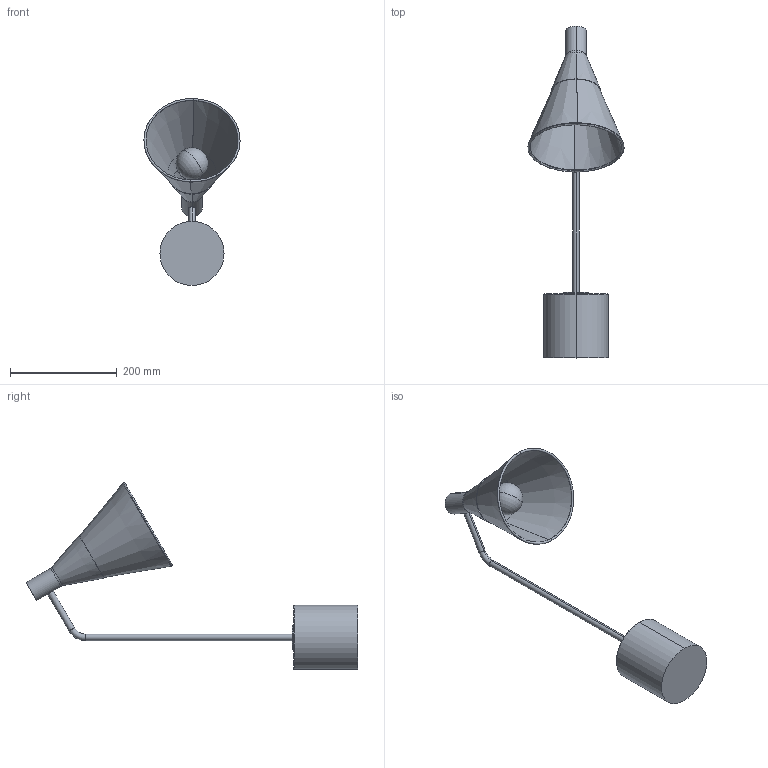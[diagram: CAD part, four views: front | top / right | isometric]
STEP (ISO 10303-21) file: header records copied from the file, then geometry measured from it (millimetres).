
FILE_DESCRIPTION (( 'STEP AP203' ), '1' );
FILE_NAME ('PH 05 TL._exported.step', '2025-02-09T08:31:36', ( '' ), ( '' ), 'SwSTEP 2.0', 'SolidWorks 2023', '' );
FILE_SCHEMA (( 'CONFIG_CONTROL_DESIGN' ));
Length unit declared in the file: millimetre
Products named in the file (1): PH 05 TL._exported
Bounding box: 179.91 x 620.48 x 349.56 mm (x, y, z)
Surface area: 265619.1 mm2 (no closed solid volume)
Topology: 0 solids, 4 shells, 40 faces, 85 edges, 50 vertices
Faces by surface type: torus 14, cylinder 10, cone 8, plane 6, sphere 2
Entity records: 1122 total; most frequent: DIRECTION 224, CARTESIAN_POINT 168, ORIENTED_EDGE 152, AXIS2_PLACEMENT_3D 103, EDGE_CURVE 80, CIRCLE 62, VERTEX_POINT 47, EDGE_LOOP 43
